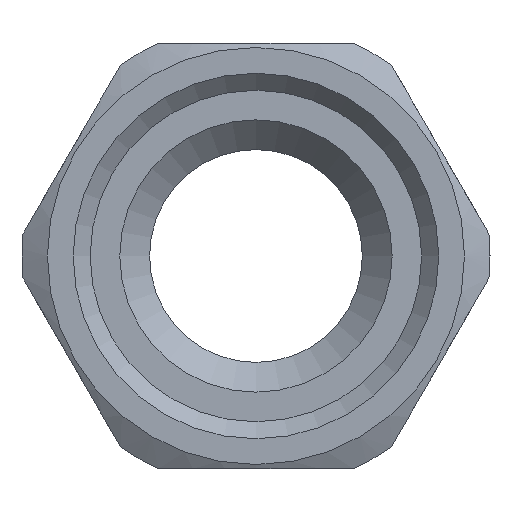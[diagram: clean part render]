
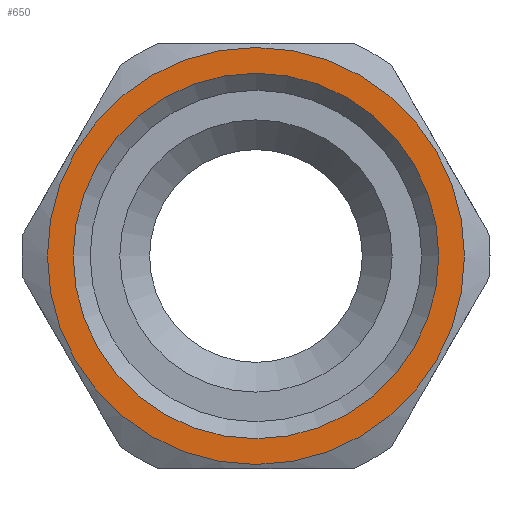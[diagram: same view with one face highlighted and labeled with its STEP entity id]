
A CAD part, left-side view. The second image highlights one B-rep face of the part: STEP entity #650.
In plain terms, the highlighted planar face has unit normal (-1, 0, 0).
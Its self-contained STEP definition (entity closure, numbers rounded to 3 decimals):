
#30=FACE_BOUND('',#94,.T.);
#33=PLANE('',#719);
#60=FACE_OUTER_BOUND('',#93,.T.);
#93=EDGE_LOOP('',(#440,#441));
#94=EDGE_LOOP('',(#442));
#186=CIRCLE('',#713,21.476);
#191=CIRCLE('',#720,24.5);
#192=CIRCLE('',#721,24.5);
#247=VERTEX_POINT('',#1039);
#252=VERTEX_POINT('',#1053);
#253=VERTEX_POINT('',#1054);
#320=EDGE_CURVE('',#247,#247,#186,.T.);
#327=EDGE_CURVE('',#252,#253,#191,.T.);
#328=EDGE_CURVE('',#253,#252,#192,.T.);
#440=ORIENTED_EDGE('',*,*,#327,.T.);
#441=ORIENTED_EDGE('',*,*,#328,.T.);
#442=ORIENTED_EDGE('',*,*,#320,.F.);
#650=ADVANCED_FACE('',(#60,#30),#33,.F.);
#713=AXIS2_PLACEMENT_3D('',#1040,#829,#830);
#719=AXIS2_PLACEMENT_3D('',#1052,#843,#844);
#720=AXIS2_PLACEMENT_3D('',#1055,#845,#846);
#721=AXIS2_PLACEMENT_3D('',#1056,#847,#848);
#829=DIRECTION('center_axis',(-1.,0.,0.));
#830=DIRECTION('ref_axis',(0.,-1.,0.));
#843=DIRECTION('center_axis',(1.,0.,0.));
#844=DIRECTION('ref_axis',(0.,0.,-1.));
#845=DIRECTION('center_axis',(-1.,0.,0.));
#846=DIRECTION('ref_axis',(0.,1.,0.));
#847=DIRECTION('center_axis',(-1.,0.,0.));
#848=DIRECTION('ref_axis',(0.,1.,0.));
#1039=CARTESIAN_POINT('',(0.,21.476,0.));
#1040=CARTESIAN_POINT('Origin',(0.,0.,0.));
#1052=CARTESIAN_POINT('Origin',(0.,0.,0.));
#1053=CARTESIAN_POINT('',(0.,24.5,0.));
#1054=CARTESIAN_POINT('',(0.,-24.5,0.));
#1055=CARTESIAN_POINT('Origin',(0.,0.,0.));
#1056=CARTESIAN_POINT('Origin',(0.,0.,0.));
